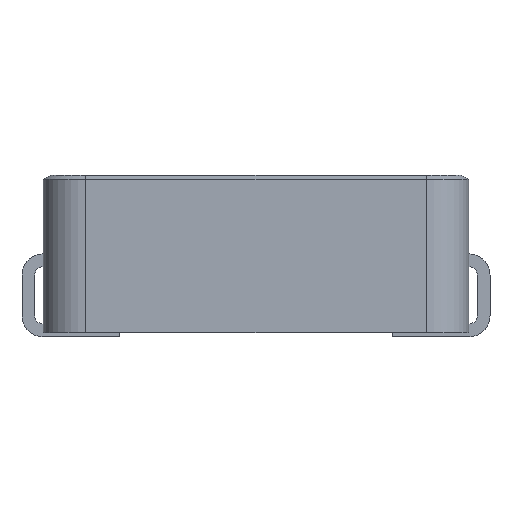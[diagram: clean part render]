
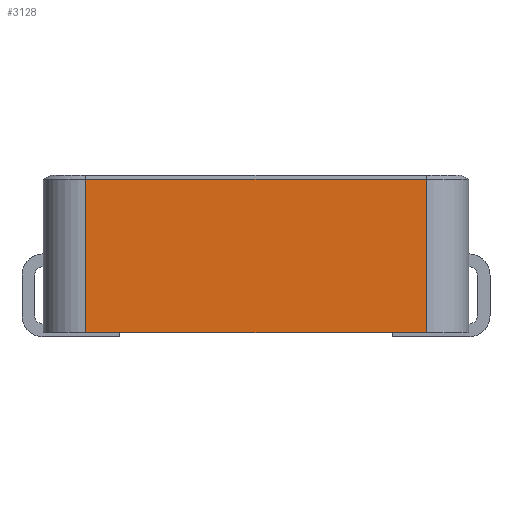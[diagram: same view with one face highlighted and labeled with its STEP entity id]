
A CAD part, front view. The second image highlights one B-rep face of the part: STEP entity #3128.
In plain terms, the highlighted planar face has unit normal (0, -1, 0).
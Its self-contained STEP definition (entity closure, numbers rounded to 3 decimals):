
#709 = VERTEX_POINT('',#710);
#710 = CARTESIAN_POINT('',(-4.,-5.,3.6));
#716 = EDGE_CURVE('',#717,#709,#719,.T.);
#717 = VERTEX_POINT('',#718);
#718 = CARTESIAN_POINT('',(4.,-5.,3.6));
#719 = LINE('',#720,#721);
#720 = CARTESIAN_POINT('',(-4.,-5.,3.6));
#721 = VECTOR('',#722,1.);
#722 = DIRECTION('',(-1.,0.,0.));
#2807 = VERTEX_POINT('',#2808);
#2808 = CARTESIAN_POINT('',(4.,-5.,0.));
#2815 = EDGE_CURVE('',#2816,#2807,#2818,.T.);
#2816 = VERTEX_POINT('',#2817);
#2817 = CARTESIAN_POINT('',(-4.,-5.,0.));
#2818 = LINE('',#2819,#2820);
#2819 = CARTESIAN_POINT('',(-5.,-5.,0.));
#2820 = VECTOR('',#2821,1.);
#2821 = DIRECTION('',(1.,0.,0.));
#3128 = ADVANCED_FACE('',(#3129),#3145,.F.);
#3129 = FACE_BOUND('',#3130,.T.);
#3130 = EDGE_LOOP('',(#3131,#3137,#3138,#3144));
#3131 = ORIENTED_EDGE('',*,*,#3132,.F.);
#3132 = EDGE_CURVE('',#717,#2807,#3133,.T.);
#3133 = LINE('',#3134,#3135);
#3134 = CARTESIAN_POINT('',(4.,-5.,3.7));
#3135 = VECTOR('',#3136,1.);
#3136 = DIRECTION('',(0.,0.,-1.));
#3137 = ORIENTED_EDGE('',*,*,#716,.T.);
#3138 = ORIENTED_EDGE('',*,*,#3139,.T.);
#3139 = EDGE_CURVE('',#709,#2816,#3140,.T.);
#3140 = LINE('',#3141,#3142);
#3141 = CARTESIAN_POINT('',(-4.,-5.,3.7));
#3142 = VECTOR('',#3143,1.);
#3143 = DIRECTION('',(0.,0.,-1.));
#3144 = ORIENTED_EDGE('',*,*,#2815,.T.);
#3145 = PLANE('',#3146);
#3146 = AXIS2_PLACEMENT_3D('',#3147,#3148,#3149);
#3147 = CARTESIAN_POINT('',(-5.,-5.,3.7));
#3148 = DIRECTION('',(0.,1.,0.));
#3149 = DIRECTION('',(-1.,0.,0.));
